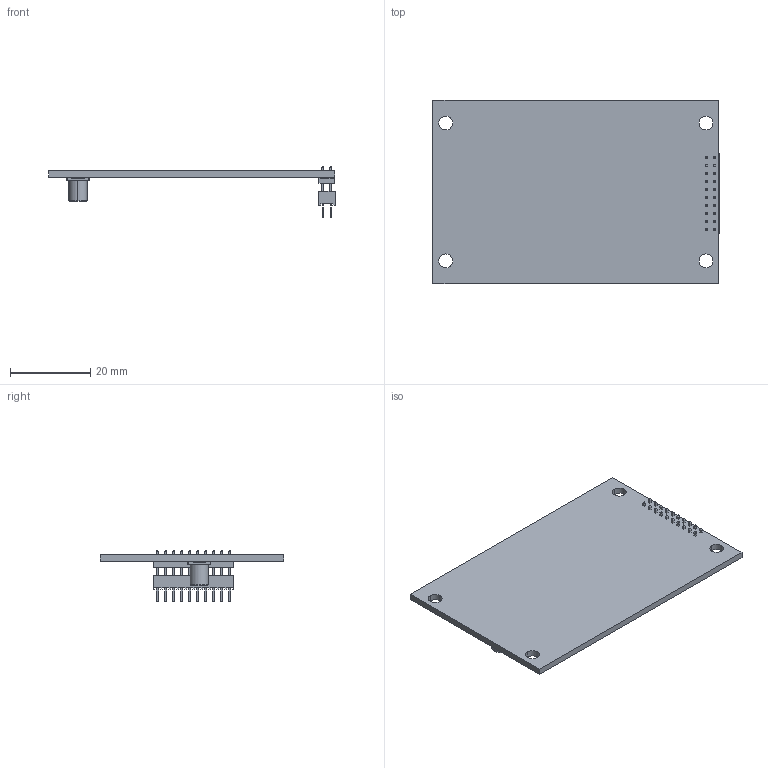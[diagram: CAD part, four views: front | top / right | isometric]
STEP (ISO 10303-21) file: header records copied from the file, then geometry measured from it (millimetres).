
FILE_DESCRIPTION(('FreeCAD Model'),'2;1');
FILE_NAME('Fusion.step' ,'2018-02-26T12:17:14',('kicad StepUp'),('ksu MCAD'), 'Open CASCADE STEP processor 6.8','FreeCAD','Unknown');
FILE_SCHEMA(('AUTOMOTIVE_DESIGN_CC2 { 1 2 10303 214 -1 1 5 4 }'));
Length unit declared in the file: millimetre
Products named in the file (1): Fusion
Bounding box: 71.16 x 45.7 x 12.74 mm (x, y, z)
Volume: 5570.3 mm3; surface area: 8046.1 mm2
Topology: 1 solids, 1 shells, 884 faces, 2183 edges, 1367 vertices
Faces by surface type: plane 834, cylinder 34, cone 16
Entity records: 31699 total; most frequent: CARTESIAN_POINT 4457, ORIENTED_EDGE 4362, DIRECTION 4033, EDGE_CURVE 2181, LINE 2083, VECTOR 2083, VERTEX_POINT 1367, FACE_BOUND 1046
